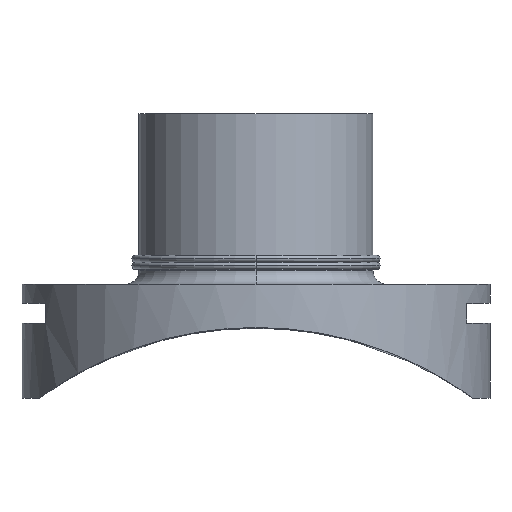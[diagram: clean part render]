
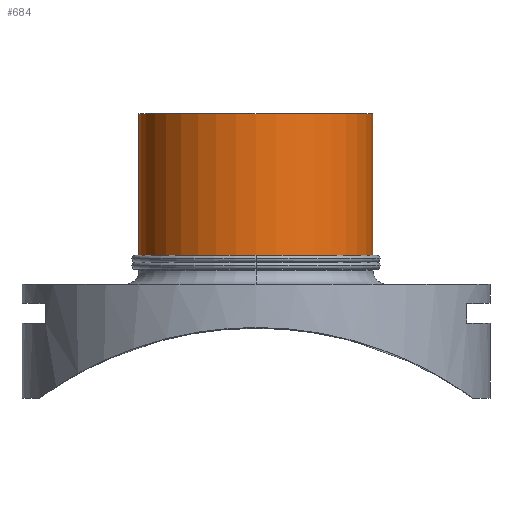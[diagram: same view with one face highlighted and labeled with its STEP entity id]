
A CAD part, top view. The second image highlights one B-rep face of the part: STEP entity #684.
In plain terms, the highlighted cylindrical face has radius 100 mm (diameter 200 mm), a partial arc.
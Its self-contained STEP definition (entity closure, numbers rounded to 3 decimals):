
#376 = EDGE_CURVE( '', #656, #626, #875, .T. );
#388 = VERTEX_POINT( '', #888 );
#416 = EDGE_CURVE( '', #388, #656, #920, .T. );
#502 = VERTEX_POINT( '', #1013 );
#546 = EDGE_CURVE( '', #502, #388, #1068, .T. );
#596 = EDGE_CURVE( '', #626, #718, #1122, .T. );
#626 = VERTEX_POINT( '', #1155 );
#656 = VERTEX_POINT( '', #1189 );
#684 = ADVANCED_FACE( '', ( #1220 ), #1221, .T. );
#694 = EDGE_CURVE( '', #718, #502, #1231, .T. );
#718 = VERTEX_POINT( '', #1256 );
#875 = LINE( '', #1545, #1546 );
#888 = CARTESIAN_POINT( '', ( 0., 119., 100. ) );
#920 = CIRCLE( '', #1605, 100. );
#1013 = CARTESIAN_POINT( '', ( -100., 119., 0. ) );
#1068 = CIRCLE( '', #1912, 100. );
#1122 = CIRCLE( '', #1978, 100. );
#1155 = CARTESIAN_POINT( '', ( 100., 243., 0. ) );
#1189 = CARTESIAN_POINT( '', ( 100., 119., 0. ) );
#1220 = FACE_OUTER_BOUND( '', #2139, .T. );
#1221 = CYLINDRICAL_SURFACE( '', #2140, 100. );
#1231 = LINE( '', #2153, #2154 );
#1256 = CARTESIAN_POINT( '', ( -100., 243., 0. ) );
#1545 = CARTESIAN_POINT( '', ( 100., 176.167, 0. ) );
#1546 = VECTOR( '', #2407, 1. );
#1605 = AXIS2_PLACEMENT_3D( '', #2474, #2475, #2476 );
#1912 = AXIS2_PLACEMENT_3D( '', #2640, #2641, #2642 );
#1978 = AXIS2_PLACEMENT_3D( '', #2696, #2697, #2698 );
#2139 = EDGE_LOOP( '', ( #2821, #2822, #2823, #2824, #2825 ) );
#2140 = AXIS2_PLACEMENT_3D( '', #2826, #2827, #2828 );
#2153 = CARTESIAN_POINT( '', ( -100., 176.167, 0. ) );
#2154 = VECTOR( '', #2835, 1. );
#2407 = DIRECTION( '', ( 0., 1., 0. ) );
#2474 = CARTESIAN_POINT( '', ( 0., 119., 0. ) );
#2475 = DIRECTION( '', ( 0., 1., 0. ) );
#2476 = DIRECTION( '', ( -1., 0., 0. ) );
#2640 = CARTESIAN_POINT( '', ( 0., 119., 0. ) );
#2641 = DIRECTION( '', ( 0., 1., 0. ) );
#2642 = DIRECTION( '', ( -1., 0., 0. ) );
#2696 = CARTESIAN_POINT( '', ( 0., 243., 0. ) );
#2697 = DIRECTION( '', ( 0., -1., 0. ) );
#2698 = DIRECTION( '', ( -1., 0., 0. ) );
#2821 = ORIENTED_EDGE( '', *, *, #694, .T. );
#2822 = ORIENTED_EDGE( '', *, *, #546, .T. );
#2823 = ORIENTED_EDGE( '', *, *, #416, .T. );
#2824 = ORIENTED_EDGE( '', *, *, #376, .T. );
#2825 = ORIENTED_EDGE( '', *, *, #596, .T. );
#2826 = CARTESIAN_POINT( '', ( 0., 176.167, 0. ) );
#2827 = DIRECTION( '', ( 0., 1., 0. ) );
#2828 = DIRECTION( '', ( -1., 0., 0. ) );
#2835 = DIRECTION( '', ( 0., -1., 0. ) );
